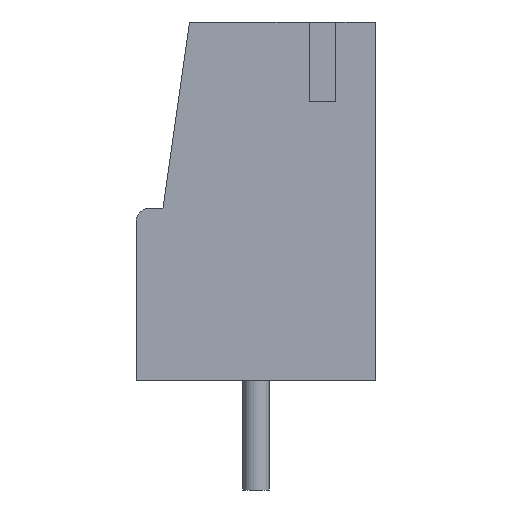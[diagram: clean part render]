
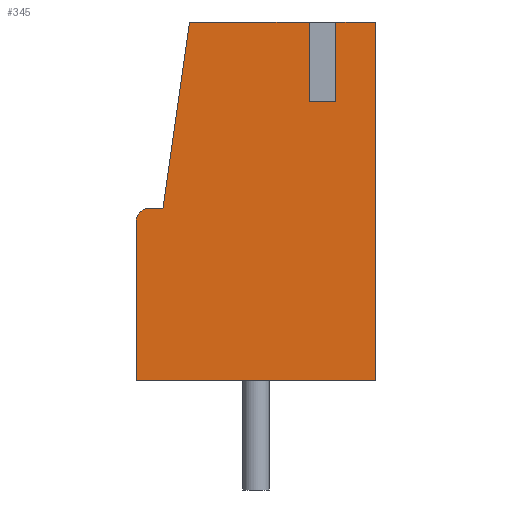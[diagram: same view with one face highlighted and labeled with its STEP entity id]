
A CAD part, front view. The second image highlights one B-rep face of the part: STEP entity #345.
In plain terms, the highlighted planar face has unit normal (0, -1, 0).
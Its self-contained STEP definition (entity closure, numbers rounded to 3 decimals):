
#13=DIRECTION('',(0.,0.,1.));
#14=DIRECTION('',(1.,0.,0.));
#59=VERTEX_POINT('',#60);
#60=CARTESIAN_POINT('',(4.5,-12.5,0.));
#63=DIRECTION('',(0.,-1.,0.));
#64=ORIENTED_EDGE('',*,*,#65,.T.);
#65=EDGE_CURVE('',#59,#66,#68,.T.);
#66=VERTEX_POINT('',#67);
#67=CARTESIAN_POINT('',(4.5,-12.5,13.5));
#68=LINE('',#60,#69);
#69=VECTOR('',#13,1.);
#80=DIRECTION('',(-1.,0.,0.));
#89=VECTOR('',#14,1.);
#101=VECTOR('',#80,1.);
#219=VERTEX_POINT('',#220);
#220=CARTESIAN_POINT('',(-4.5,-12.5,0.));
#221=ORIENTED_EDGE('',*,*,#222,.T.);
#222=EDGE_CURVE('',#219,#59,#223,.T.);
#223=LINE('',#220,#89);
#236=ORIENTED_EDGE('',*,*,#237,.T.);
#237=EDGE_CURVE('',#66,#238,#240,.T.);
#238=VERTEX_POINT('',#239);
#239=CARTESIAN_POINT('',(3.,-12.5,13.5));
#240=LINE('',#67,#101);
#254=VERTEX_POINT('',#255);
#255=CARTESIAN_POINT('',(2.,-12.5,13.5));
#258=ORIENTED_EDGE('',*,*,#259,.T.);
#259=EDGE_CURVE('',#254,#260,#240,.T.);
#260=VERTEX_POINT('',#261);
#261=CARTESIAN_POINT('',(-2.5,-12.5,13.5));
#312=DIRECTION('',(0.,0.,-1.));
#323=VECTOR('',#324,1.);
#324=DIRECTION('',(-0.141,0.,-0.99));
#340=VECTOR('',#312,1.);
#345=ADVANCED_FACE('',(#346),#384,.T.);
#346=FACE_BOUND('',#347,.T.);
#347=EDGE_LOOP('',(#221,#64,#236,#348,#354,#360,#258,#364,#369,#374,#381));
#348=ORIENTED_EDGE('',*,*,#349,.F.);
#349=EDGE_CURVE('',#350,#238,#352,.T.);
#350=VERTEX_POINT('',#351);
#351=CARTESIAN_POINT('',(3.,-12.5,10.5));
#352=LINE('',#353,#69);
#353=CARTESIAN_POINT('',(3.,-12.5,8.471));
#354=ORIENTED_EDGE('',*,*,#355,.T.);
#355=EDGE_CURVE('',#350,#356,#358,.T.);
#356=VERTEX_POINT('',#357);
#357=CARTESIAN_POINT('',(2.,-12.5,10.5));
#358=LINE('',#359,#101);
#359=CARTESIAN_POINT('',(1.163,-12.5,10.5));
#360=ORIENTED_EDGE('',*,*,#361,.T.);
#361=EDGE_CURVE('',#356,#254,#362,.T.);
#362=LINE('',#363,#69);
#363=CARTESIAN_POINT('',(2.,-12.5,8.471));
#364=ORIENTED_EDGE('',*,*,#365,.T.);
#365=EDGE_CURVE('',#260,#366,#368,.T.);
#366=VERTEX_POINT('',#367);
#367=CARTESIAN_POINT('',(-3.5,-12.5,6.5));
#368=LINE('',#261,#323);
#369=ORIENTED_EDGE('',*,*,#370,.T.);
#370=EDGE_CURVE('',#366,#371,#373,.T.);
#371=VERTEX_POINT('',#372);
#372=CARTESIAN_POINT('',(-4.,-12.5,6.5));
#373=LINE('',#367,#101);
#374=ORIENTED_EDGE('',*,*,#375,.T.);
#375=EDGE_CURVE('',#371,#376,#378,.T.);
#376=VERTEX_POINT('',#377);
#377=CARTESIAN_POINT('',(-4.5,-12.5,6.));
#378=ELLIPSE('',#379,0.5,0.5);
#379=AXIS2_PLACEMENT_3D('',#380,#63,#14);
#380=CARTESIAN_POINT('',(-4.,-12.5,6.));
#381=ORIENTED_EDGE('',*,*,#382,.T.);
#382=EDGE_CURVE('',#376,#219,#383,.T.);
#383=LINE('',#377,#340);
#384=PLANE('',#385);
#385=AXIS2_PLACEMENT_3D('',#386,#63,#312);
#386=CARTESIAN_POINT('',(0.326,-12.5,6.442));
